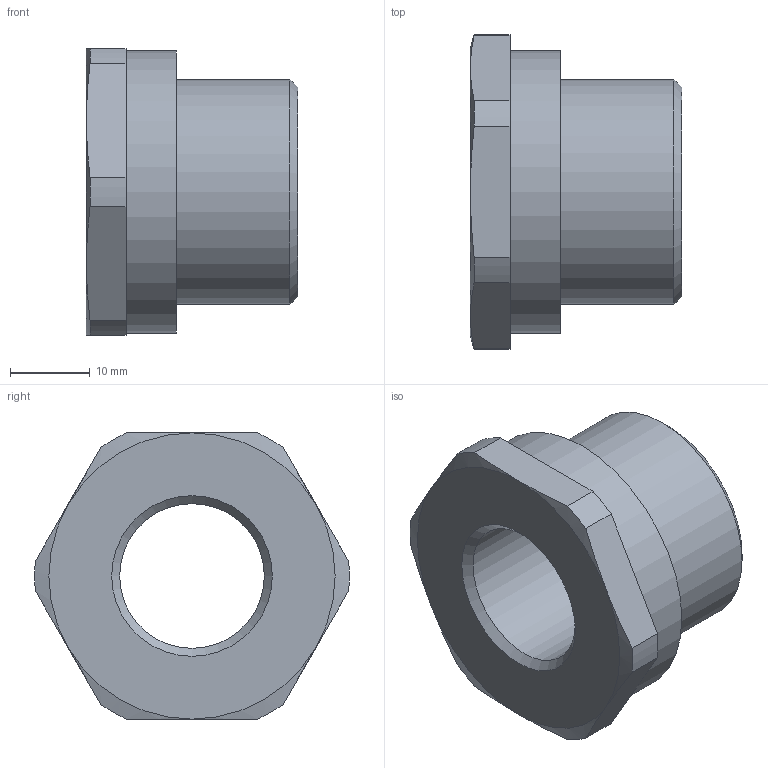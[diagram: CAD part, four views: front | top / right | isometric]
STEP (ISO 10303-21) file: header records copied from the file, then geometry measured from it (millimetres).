
FILE_DESCRIPTION (( 'STEP AP203' ), '1' );
FILE_NAME ('737DP5M2.STEP', '2017-07-11T08:41:33', ( '' ), ( '' ), 'SwSTEP 2.0', 'SolidWorks 2017', '' );
FILE_SCHEMA (( 'CONFIG_CONTROL_DESIGN' ));
Length unit declared in the file: millimetre
Products named in the file (1): 737DP5M2
Bounding box: 26.6 x 39.58 x 36 mm (x, y, z)
Volume: 14374.7 mm3; surface area: 5751.7 mm2
Topology: 1 solids, 1 shells, 28 faces, 65 edges, 41 vertices
Faces by surface type: plane 10, cylinder 9, cone 9
Full cylindrical faces by diameter (mm): 18.2 x1, 28.295 x1, 35.5 x1
Entity records: 869 total; most frequent: CARTESIAN_POINT 185, DIRECTION 130, ORIENTED_EDGE 114, EDGE_CURVE 57, AXIS2_PLACEMENT_3D 56, VERTEX_POINT 39, EDGE_LOOP 38, FACE_OUTER_BOUND 31
